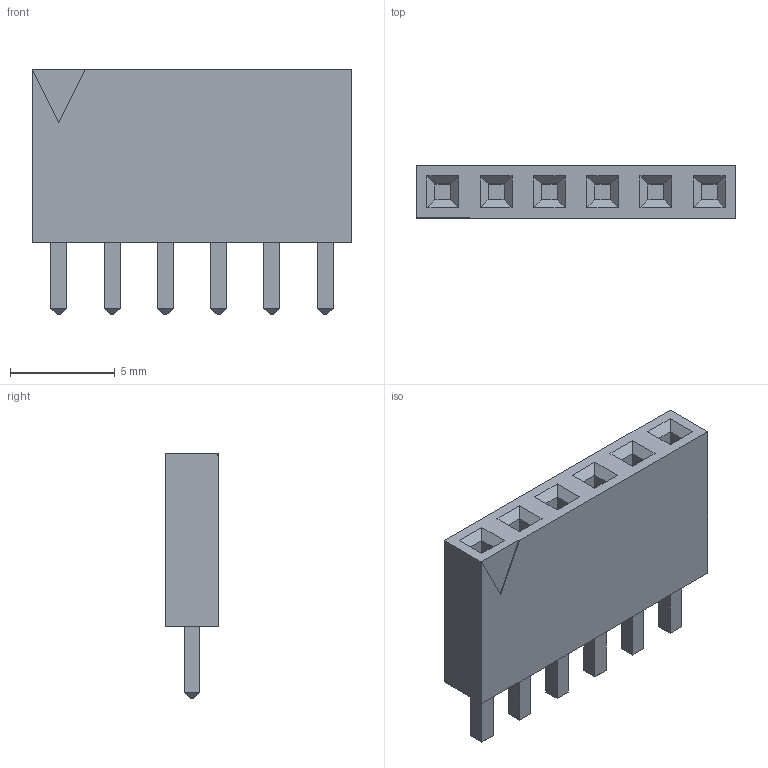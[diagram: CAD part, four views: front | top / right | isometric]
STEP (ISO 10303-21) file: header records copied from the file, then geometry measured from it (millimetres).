
FILE_DESCRIPTION(('FreeCAD Model'),'2;1');
FILE_NAME('3618049.1.1.stp','2021-03-11T13:17:35',( 'Author'),(''),'Open CASCADE STEP processor 6.9','FreeCAD','Unknown' );
FILE_SCHEMA(('AUTOMOTIVE_DESIGN { 1 0 10303 214 1 1 1 1 }'));
Length unit declared in the file: millimetre
Products named in the file (3): ASSEMBLY; Body; LeadsArray
Assembly tree (2 placements, depth 2):
  ASSEMBLY
    Body
    LeadsArray
Bounding box: 15.24 x 2.54 x 11.69 mm (x, y, z)
Volume: 311.9 mm3; surface area: 584.8 mm2
Topology: 7 solids, 7 shells, 123 faces, 260 edges, 157 vertices
Faces by surface type: plane 123
Entity records: 6643 total; most frequent: CARTESIAN_POINT 1063, DIRECTION 1032, LINE 780, VECTOR 780, ORIENTED_EDGE 520, PCURVE 520, DEFINITIONAL_REPRESENTATION 520, EDGE_CURVE 260
